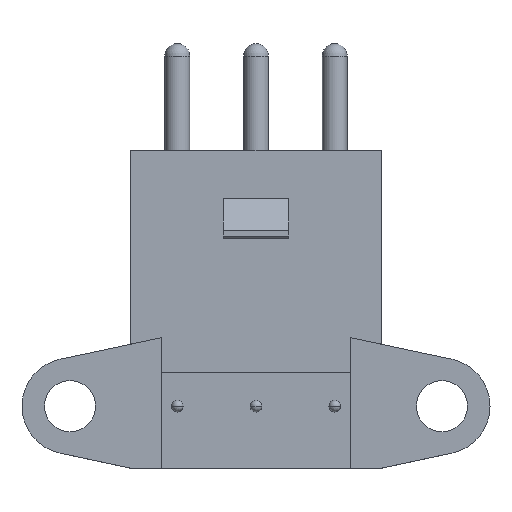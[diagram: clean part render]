
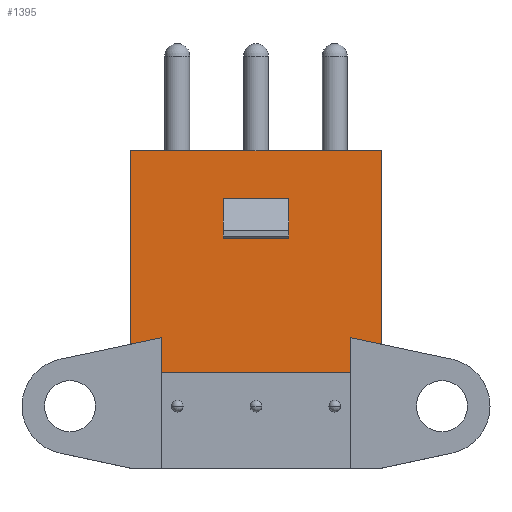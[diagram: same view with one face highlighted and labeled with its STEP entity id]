
A CAD part, top view. The second image highlights one B-rep face of the part: STEP entity #1395.
In plain terms, the highlighted planar face has unit normal (0, 0, 1).
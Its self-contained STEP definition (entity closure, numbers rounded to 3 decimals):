
#6=DIRECTION('',(1.,0.,0.));
#7=VECTOR('',#6,12.2);
#8=CARTESIAN_POINT('',(-6.1,0.,2.925));
#9=LINE('',#8,#7);
#316=DIRECTION('',(0.,-1.,0.));
#317=VECTOR('',#316,2.566);
#318=CARTESIAN_POINT('',(2.125,11.266,2.925));
#319=LINE('',#318,#317);
#320=DIRECTION('',(1.,0.,0.));
#321=VECTOR('',#320,4.25);
#322=CARTESIAN_POINT('',(-2.125,11.266,2.925));
#323=LINE('',#322,#321);
#324=DIRECTION('',(0.,-1.,0.));
#325=VECTOR('',#324,2.566);
#326=CARTESIAN_POINT('',(-2.125,11.266,2.925));
#327=LINE('',#326,#325);
#328=DIRECTION('',(1.,0.,0.));
#329=VECTOR('',#328,4.25);
#330=CARTESIAN_POINT('',(-2.125,8.7,2.925));
#331=LINE('',#330,#329);
#332=DIRECTION('',(0.,-1.,0.));
#333=VECTOR('',#332,2.273);
#334=CARTESIAN_POINT('',(6.1,2.273,2.925));
#335=LINE('',#334,#333);
#336=DIRECTION('',(0.,1.,0.));
#337=VECTOR('',#336,2.273);
#338=CARTESIAN_POINT('',(-6.1,0.,2.925));
#339=LINE('',#338,#337);
#340=DIRECTION('',(0.978,0.208,0.));
#341=VECTOR('',#340,2.019);
#342=CARTESIAN_POINT('',(-8.075,1.854,2.925));
#343=LINE('',#342,#341);
#344=DIRECTION('',(0.,1.,0.));
#345=VECTOR('',#344,12.496);
#346=CARTESIAN_POINT('',(-8.075,1.854,2.925));
#347=LINE('',#346,#345);
#348=DIRECTION('',(-0.978,0.208,0.));
#349=VECTOR('',#348,2.019);
#350=CARTESIAN_POINT('',(8.075,1.854,2.925));
#351=LINE('',#350,#349);
#516=DIRECTION('',(0.,1.,0.));
#517=VECTOR('',#516,12.496);
#518=CARTESIAN_POINT('',(8.075,1.854,2.925));
#519=LINE('',#518,#517);
#552=DIRECTION('',(1.,0.,0.));
#553=VECTOR('',#552,16.15);
#554=CARTESIAN_POINT('',(-8.075,14.35,2.925));
#555=LINE('',#554,#553);
#715=CARTESIAN_POINT('',(-8.075,14.35,2.925));
#717=VERTEX_POINT('',#715);
#718=CARTESIAN_POINT('',(8.075,14.35,2.925));
#720=VERTEX_POINT('',#718);
#774=CARTESIAN_POINT('',(2.125,11.266,2.925));
#775=CARTESIAN_POINT('',(2.125,8.7,2.925));
#776=VERTEX_POINT('',#774);
#777=VERTEX_POINT('',#775);
#778=CARTESIAN_POINT('',(-2.125,11.266,2.925));
#779=CARTESIAN_POINT('',(-2.125,8.7,2.925));
#780=VERTEX_POINT('',#778);
#781=VERTEX_POINT('',#779);
#850=CARTESIAN_POINT('',(6.1,2.273,2.925));
#851=CARTESIAN_POINT('',(6.1,0.,2.925));
#852=VERTEX_POINT('',#850);
#853=VERTEX_POINT('',#851);
#854=CARTESIAN_POINT('',(8.075,1.854,2.925));
#855=VERTEX_POINT('',#854);
#880=CARTESIAN_POINT('',(-8.075,1.854,2.925));
#882=VERTEX_POINT('',#880);
#886=CARTESIAN_POINT('',(-6.1,2.273,2.925));
#887=VERTEX_POINT('',#886);
#888=CARTESIAN_POINT('',(-6.1,0.,2.925));
#889=VERTEX_POINT('',#888);
#1366=CARTESIAN_POINT('',(-8.075,0.,2.925));
#1367=DIRECTION('',(0.,0.,1.));
#1368=DIRECTION('',(1.,0.,0.));
#1369=AXIS2_PLACEMENT_3D('',#1366,#1367,#1368);
#1370=PLANE('',#1369);
#1371=ORIENTED_EDGE('',*,*,#1171,.T.);
#1372=ORIENTED_EDGE('',*,*,#937,.F.);
#1373=ORIENTED_EDGE('',*,*,#957,.T.);
#1375=ORIENTED_EDGE('',*,*,#1374,.F.);
#1376=ORIENTED_EDGE('',*,*,#1014,.T.);
#1378=ORIENTED_EDGE('',*,*,#1377,.T.);
#1380=ORIENTED_EDGE('',*,*,#1379,.F.);
#1382=ORIENTED_EDGE('',*,*,#1381,.T.);
#1383=EDGE_LOOP('',(#1371,#1372,#1373,#1375,#1376,#1378,#1380,#1382));
#1384=FACE_OUTER_BOUND('',#1383,.F.);
#1386=ORIENTED_EDGE('',*,*,#1385,.F.);
#1388=ORIENTED_EDGE('',*,*,#1387,.F.);
#1390=ORIENTED_EDGE('',*,*,#1389,.T.);
#1392=ORIENTED_EDGE('',*,*,#1391,.T.);
#1393=EDGE_LOOP('',(#1386,#1388,#1390,#1392));
#1394=FACE_BOUND('',#1393,.F.);
#1395=ADVANCED_FACE('',(#1384,#1394),#1370,.T.);
#937=EDGE_CURVE('',#889,#853,#9,.T.);
#957=EDGE_CURVE('',#889,#887,#339,.T.);
#1014=EDGE_CURVE('',#882,#717,#347,.T.);
#1171=EDGE_CURVE('',#852,#853,#335,.T.);
#1374=EDGE_CURVE('',#882,#887,#343,.T.);
#1377=EDGE_CURVE('',#717,#720,#555,.T.);
#1379=EDGE_CURVE('',#855,#720,#519,.T.);
#1381=EDGE_CURVE('',#855,#852,#351,.T.);
#1385=EDGE_CURVE('',#776,#777,#319,.T.);
#1387=EDGE_CURVE('',#780,#776,#323,.T.);
#1389=EDGE_CURVE('',#780,#781,#327,.T.);
#1391=EDGE_CURVE('',#781,#777,#331,.T.);
